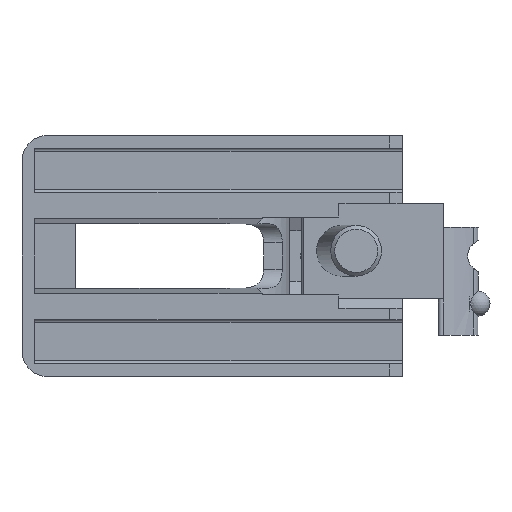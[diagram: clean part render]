
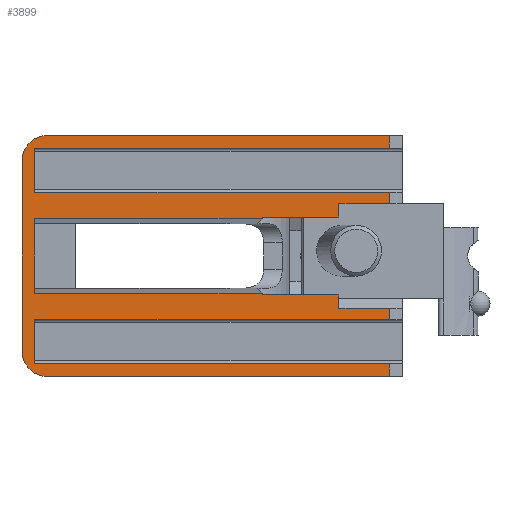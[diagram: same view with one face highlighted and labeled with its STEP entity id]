
A CAD part, left-side view. The second image highlights one B-rep face of the part: STEP entity #3899.
In plain terms, the highlighted face is planar.
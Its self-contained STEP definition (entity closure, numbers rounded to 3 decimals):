
#217=LINE('',#6196,#617);
#218=LINE('',#6199,#618);
#219=LINE('',#6201,#619);
#220=LINE('',#6203,#620);
#221=LINE('',#6205,#621);
#222=LINE('',#6207,#622);
#223=LINE('',#6209,#623);
#224=LINE('',#6211,#624);
#225=LINE('',#6213,#625);
#226=LINE('',#6215,#626);
#227=LINE('',#6217,#627);
#228=LINE('',#6219,#628);
#229=LINE('',#6221,#629);
#230=LINE('',#6223,#630);
#231=LINE('',#6227,#631);
#232=LINE('',#6231,#632);
#233=LINE('',#6233,#633);
#234=LINE('',#6235,#634);
#235=LINE('',#6237,#635);
#236=LINE('',#6239,#636);
#237=LINE('',#6241,#637);
#238=LINE('',#6243,#638);
#239=LINE('',#6245,#639);
#240=LINE('',#6247,#640);
#617=VECTOR('',#4930,1000.);
#618=VECTOR('',#4931,1000.);
#619=VECTOR('',#4932,1000.);
#620=VECTOR('',#4933,1000.);
#621=VECTOR('',#4934,1000.);
#622=VECTOR('',#4935,1000.);
#623=VECTOR('',#4936,1000.);
#624=VECTOR('',#4937,1000.);
#625=VECTOR('',#4938,1000.);
#626=VECTOR('',#4939,1000.);
#627=VECTOR('',#4940,1000.);
#628=VECTOR('',#4941,1000.);
#629=VECTOR('',#4942,1000.);
#630=VECTOR('',#4943,1000.);
#631=VECTOR('',#4946,1000.);
#632=VECTOR('',#4949,1000.);
#633=VECTOR('',#4950,1000.);
#634=VECTOR('',#4951,1000.);
#635=VECTOR('',#4952,1000.);
#636=VECTOR('',#4953,1000.);
#637=VECTOR('',#4954,1000.);
#638=VECTOR('',#4955,1000.);
#639=VECTOR('',#4956,1000.);
#640=VECTOR('',#4957,1000.);
#907=PLANE('',#4243);
#1077=CIRCLE('',#4244,4.);
#1078=CIRCLE('',#4245,4.);
#1517=ORIENTED_EDGE('',*,*,#2517,.T.);
#1518=ORIENTED_EDGE('',*,*,#2518,.F.);
#1519=ORIENTED_EDGE('',*,*,#2519,.T.);
#1520=ORIENTED_EDGE('',*,*,#2520,.T.);
#1521=ORIENTED_EDGE('',*,*,#2521,.T.);
#1522=ORIENTED_EDGE('',*,*,#2522,.F.);
#1523=ORIENTED_EDGE('',*,*,#2523,.T.);
#1524=ORIENTED_EDGE('',*,*,#2524,.F.);
#1525=ORIENTED_EDGE('',*,*,#2525,.T.);
#1526=ORIENTED_EDGE('',*,*,#2526,.F.);
#1527=ORIENTED_EDGE('',*,*,#2527,.T.);
#1528=ORIENTED_EDGE('',*,*,#2528,.T.);
#1529=ORIENTED_EDGE('',*,*,#2529,.T.);
#1530=ORIENTED_EDGE('',*,*,#2530,.T.);
#1531=ORIENTED_EDGE('',*,*,#2531,.T.);
#1532=ORIENTED_EDGE('',*,*,#2532,.F.);
#1533=ORIENTED_EDGE('',*,*,#2533,.T.);
#1534=ORIENTED_EDGE('',*,*,#2534,.F.);
#1535=ORIENTED_EDGE('',*,*,#2535,.T.);
#1536=ORIENTED_EDGE('',*,*,#2536,.F.);
#1537=ORIENTED_EDGE('',*,*,#2537,.T.);
#1538=ORIENTED_EDGE('',*,*,#2538,.T.);
#1539=ORIENTED_EDGE('',*,*,#2539,.T.);
#1540=ORIENTED_EDGE('',*,*,#2540,.T.);
#1541=ORIENTED_EDGE('',*,*,#2541,.T.);
#1542=ORIENTED_EDGE('',*,*,#2542,.T.);
#2517=EDGE_CURVE('',#3041,#3042,#217,.T.);
#2518=EDGE_CURVE('',#3043,#3042,#218,.T.);
#2519=EDGE_CURVE('',#3043,#3044,#219,.T.);
#2520=EDGE_CURVE('',#3044,#3045,#220,.T.);
#2521=EDGE_CURVE('',#3045,#3046,#221,.T.);
#2522=EDGE_CURVE('',#3047,#3046,#222,.T.);
#2523=EDGE_CURVE('',#3047,#3048,#223,.T.);
#2524=EDGE_CURVE('',#3049,#3048,#224,.T.);
#2525=EDGE_CURVE('',#3049,#3050,#225,.T.);
#2526=EDGE_CURVE('',#3051,#3050,#226,.T.);
#2527=EDGE_CURVE('',#3051,#3052,#227,.T.);
#2528=EDGE_CURVE('',#3052,#3053,#228,.T.);
#2529=EDGE_CURVE('',#3053,#3054,#229,.T.);
#2530=EDGE_CURVE('',#3054,#3055,#230,.T.);
#2531=EDGE_CURVE('',#3055,#3056,#1077,.F.);
#2532=EDGE_CURVE('',#3057,#3056,#231,.T.);
#2533=EDGE_CURVE('',#3057,#3058,#1078,.F.);
#2534=EDGE_CURVE('',#3059,#3058,#232,.T.);
#2535=EDGE_CURVE('',#3059,#3060,#233,.T.);
#2536=EDGE_CURVE('',#3061,#3060,#234,.T.);
#2537=EDGE_CURVE('',#3061,#3062,#235,.T.);
#2538=EDGE_CURVE('',#3062,#3063,#236,.T.);
#2539=EDGE_CURVE('',#3063,#3064,#237,.T.);
#2540=EDGE_CURVE('',#3064,#3065,#238,.T.);
#2541=EDGE_CURVE('',#3065,#3066,#239,.T.);
#2542=EDGE_CURVE('',#3066,#3041,#240,.T.);
#3041=VERTEX_POINT('',#6197);
#3042=VERTEX_POINT('',#6198);
#3043=VERTEX_POINT('',#6200);
#3044=VERTEX_POINT('',#6202);
#3045=VERTEX_POINT('',#6204);
#3046=VERTEX_POINT('',#6206);
#3047=VERTEX_POINT('',#6208);
#3048=VERTEX_POINT('',#6210);
#3049=VERTEX_POINT('',#6212);
#3050=VERTEX_POINT('',#6214);
#3051=VERTEX_POINT('',#6216);
#3052=VERTEX_POINT('',#6218);
#3053=VERTEX_POINT('',#6220);
#3054=VERTEX_POINT('',#6222);
#3055=VERTEX_POINT('',#6224);
#3056=VERTEX_POINT('',#6226);
#3057=VERTEX_POINT('',#6228);
#3058=VERTEX_POINT('',#6230);
#3059=VERTEX_POINT('',#6232);
#3060=VERTEX_POINT('',#6234);
#3061=VERTEX_POINT('',#6236);
#3062=VERTEX_POINT('',#6238);
#3063=VERTEX_POINT('',#6240);
#3064=VERTEX_POINT('',#6242);
#3065=VERTEX_POINT('',#6244);
#3066=VERTEX_POINT('',#6246);
#3335=EDGE_LOOP('',(#1517,#1518,#1519,#1520,#1521,#1522,#1523,#1524,#1525,
#1526,#1527,#1528,#1529,#1530,#1531,#1532,#1533,#1534,#1535,#1536,#1537,
#1538,#1539,#1540,#1541,#1542));
#3601=FACE_BOUND('',#3335,.T.);
#3899=ADVANCED_FACE('',(#3601),#907,.F.);
#4243=AXIS2_PLACEMENT_3D('',#6195,#4928,#4929);
#4244=AXIS2_PLACEMENT_3D('',#6225,#4944,#4945);
#4245=AXIS2_PLACEMENT_3D('',#6229,#4947,#4948);
#4928=DIRECTION('',(0.,1.,0.));
#4929=DIRECTION('',(0.,0.,1.));
#4930=DIRECTION('',(0.,0.,-1.));
#4931=DIRECTION('',(-1.,0.,0.));
#4932=DIRECTION('',(0.,0.,-1.));
#4933=DIRECTION('',(-1.,0.,0.));
#4934=DIRECTION('',(0.,0.,-1.));
#4935=DIRECTION('',(1.,0.,0.));
#4936=DIRECTION('',(0.,0.,-1.));
#4937=DIRECTION('',(1.,0.,0.));
#4938=DIRECTION('',(0.,0.,-1.));
#4939=DIRECTION('',(-1.,0.,0.));
#4940=DIRECTION('',(0.,0.,-1.));
#4941=DIRECTION('',(-1.,0.,0.));
#4942=DIRECTION('',(0.,0.,-1.));
#4943=DIRECTION('',(1.,0.,0.));
#4944=DIRECTION('',(0.,1.,0.));
#4945=DIRECTION('',(0.,0.,1.));
#4946=DIRECTION('',(0.,0.,-1.));
#4947=DIRECTION('',(0.,1.,0.));
#4948=DIRECTION('',(0.,0.,1.));
#4949=DIRECTION('',(1.,0.,0.));
#4950=DIRECTION('',(0.,0.,-1.));
#4951=DIRECTION('',(-1.,0.,0.));
#4952=DIRECTION('',(0.,0.,-1.));
#4953=DIRECTION('',(-1.,0.,0.));
#4954=DIRECTION('',(0.,0.,-1.));
#4955=DIRECTION('',(1.,0.,0.));
#4956=DIRECTION('',(0.,0.,-1.));
#4957=DIRECTION('',(1.,0.,0.));
#6195=CARTESIAN_POINT('',(2.,0.,19.));
#6196=CARTESIAN_POINT('',(22.122,0.,6.15));
#6197=CARTESIAN_POINT('',(22.122,0.,6.15));
#6198=CARTESIAN_POINT('',(22.122,0.,5.841));
#6199=CARTESIAN_POINT('',(51.5,0.,5.841));
#6200=CARTESIAN_POINT('',(58.,0.,5.841));
#6201=CARTESIAN_POINT('',(58.,0.,5.841));
#6202=CARTESIAN_POINT('',(58.,0.,-5.841));
#6203=CARTESIAN_POINT('',(51.5,0.,-5.841));
#6204=CARTESIAN_POINT('',(22.122,0.,-5.841));
#6205=CARTESIAN_POINT('',(22.122,0.,6.15));
#6206=CARTESIAN_POINT('',(22.122,0.,-6.15));
#6207=CARTESIAN_POINT('',(10.,0.,-6.15));
#6208=CARTESIAN_POINT('',(10.,0.,-6.15));
#6209=CARTESIAN_POINT('',(10.,0.,8.25));
#6210=CARTESIAN_POINT('',(10.,0.,-8.25));
#6211=CARTESIAN_POINT('',(2.,0.,-8.25));
#6212=CARTESIAN_POINT('',(2.,0.,-8.25));
#6213=CARTESIAN_POINT('',(2.,0.,19.));
#6214=CARTESIAN_POINT('',(2.,0.,-10.05));
#6215=CARTESIAN_POINT('',(58.,0.,-10.05));
#6216=CARTESIAN_POINT('',(58.,0.,-10.05));
#6217=CARTESIAN_POINT('',(58.,0.,-10.05));
#6218=CARTESIAN_POINT('',(58.,0.,-17.));
#6219=CARTESIAN_POINT('',(58.,0.,-17.));
#6220=CARTESIAN_POINT('',(2.,0.,-17.));
#6221=CARTESIAN_POINT('',(2.,0.,19.));
#6222=CARTESIAN_POINT('',(2.,0.,-19.));
#6223=CARTESIAN_POINT('',(2.,0.,-19.));
#6224=CARTESIAN_POINT('',(56.,0.,-19.));
#6225=CARTESIAN_POINT('',(56.,0.,-15.));
#6226=CARTESIAN_POINT('',(60.,0.,-15.));
#6227=CARTESIAN_POINT('',(60.,0.,19.));
#6228=CARTESIAN_POINT('',(60.,0.,15.));
#6229=CARTESIAN_POINT('',(56.,0.,15.));
#6230=CARTESIAN_POINT('',(56.,0.,19.));
#6231=CARTESIAN_POINT('',(2.,0.,19.));
#6232=CARTESIAN_POINT('',(2.,0.,19.));
#6233=CARTESIAN_POINT('',(2.,0.,19.));
#6234=CARTESIAN_POINT('',(2.,0.,17.));
#6235=CARTESIAN_POINT('',(58.,0.,17.));
#6236=CARTESIAN_POINT('',(58.,0.,17.));
#6237=CARTESIAN_POINT('',(58.,0.,17.));
#6238=CARTESIAN_POINT('',(58.,0.,10.05));
#6239=CARTESIAN_POINT('',(58.,0.,10.05));
#6240=CARTESIAN_POINT('',(2.,0.,10.05));
#6241=CARTESIAN_POINT('',(2.,0.,19.));
#6242=CARTESIAN_POINT('',(2.,0.,8.25));
#6243=CARTESIAN_POINT('',(2.,0.,8.25));
#6244=CARTESIAN_POINT('',(10.,0.,8.25));
#6245=CARTESIAN_POINT('',(10.,0.,8.25));
#6246=CARTESIAN_POINT('',(10.,0.,6.15));
#6247=CARTESIAN_POINT('',(10.,0.,6.15));
